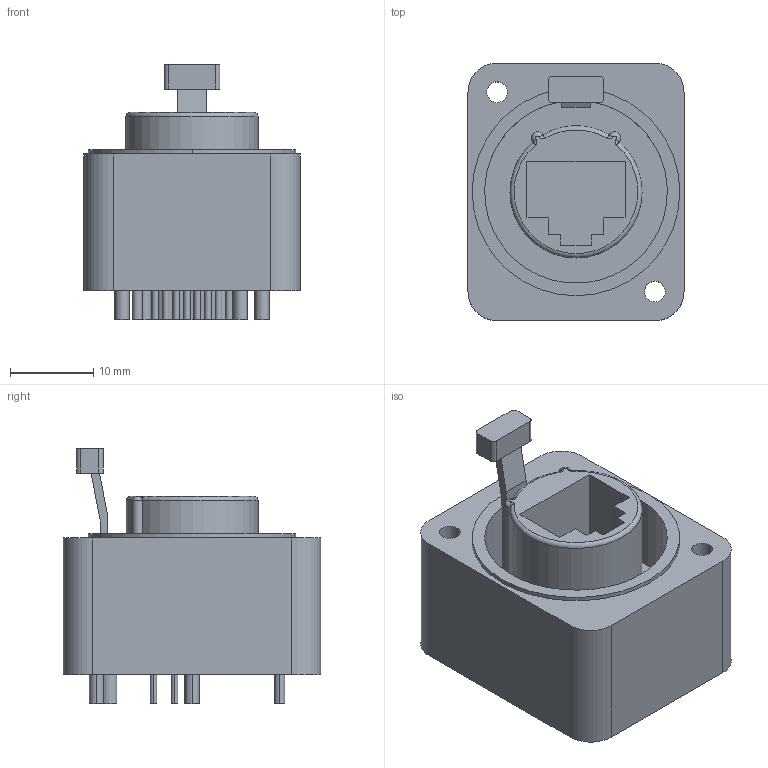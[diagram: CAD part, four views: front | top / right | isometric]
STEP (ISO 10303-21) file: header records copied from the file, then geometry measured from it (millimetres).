
FILE_DESCRIPTION((''),'2;1');
FILE_NAME('D-NE8FDV-SE_BODY','2015-05-28T',('odo'),(''),'PRO/ENGINEER BY PARAMETRIC TECHNOLOGY CORPORATION, 2011310','PRO/ENGINEER BY PARAMETRIC TECHNOLOGY CORPORATION, 2011310','');
FILE_SCHEMA(('AUTOMOTIVE_DESIGN_CC2 { 1 2 10303 214 -1 1 5 2 }'));
Length unit declared in the file: millimetre
Products named in the file (1): D-NE8FDV-SE_BODY
Bounding box: 26 x 31 x 30.75 mm (x, y, z)
Volume: 11341.9 mm3; surface area: 5942.8 mm2
Topology: 1 solids, 1 shells, 105 faces, 248 edges, 160 vertices
Faces by surface type: plane 50, cylinder 47, bspline 6, torus 2
Entity records: 3345 total; most frequent: CARTESIAN_POINT 623, DIRECTION 552, ORIENTED_EDGE 488, EDGE_CURVE 244, AXIS2_PLACEMENT_3D 209, COLOUR_RGB 209, VERTEX_POINT 160, VECTOR 134
